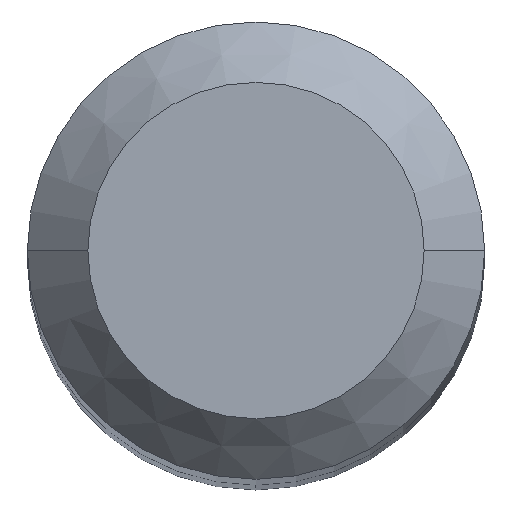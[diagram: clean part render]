
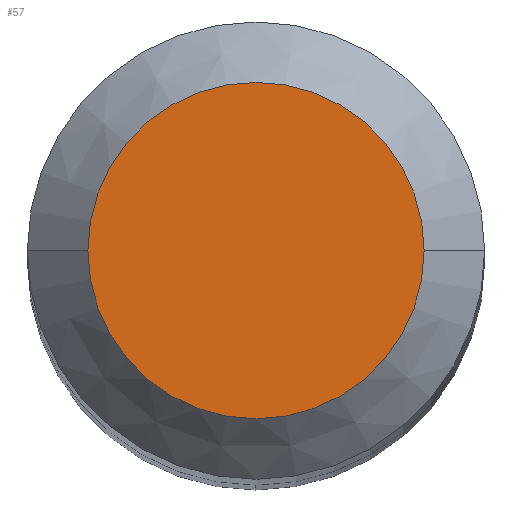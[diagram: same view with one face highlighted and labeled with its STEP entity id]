
A CAD part, top view. The second image highlights one B-rep face of the part: STEP entity #57.
In plain terms, the highlighted planar face has unit normal (0, 0, 1).
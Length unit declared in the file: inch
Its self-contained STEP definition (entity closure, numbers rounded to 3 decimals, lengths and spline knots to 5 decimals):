
#3 = DIRECTION ( 'NONE',  ( 0., 0., -1. ) ) ;
#25 = DIRECTION ( 'NONE',  ( 0., 0., 1. ) ) ;
#57 = ADVANCED_FACE ( 'NONE', ( #123 ), #303, .F. ) ;
#63 = CARTESIAN_POINT ( 'NONE',  ( 0., 0., 0. ) ) ;
#70 = DIRECTION ( 'NONE',  ( -1., 0., 0. ) ) ;
#100 = DIRECTION ( 'NONE',  ( 0., 0., 1. ) ) ;
#117 = VERTEX_POINT ( 'NONE', #290 ) ;
#123 = FACE_OUTER_BOUND ( 'NONE', #381, .T. ) ;
#125 = CARTESIAN_POINT ( 'NONE',  ( 0.08685, 0., 0. ) ) ;
#162 = AXIS2_PLACEMENT_3D ( 'NONE', #311, #3, #70 ) ;
#165 = EDGE_CURVE ( 'NONE', #117, #332, #250, .T. ) ;
#181 = DIRECTION ( 'NONE',  ( 1., 0., 0. ) ) ;
#185 = CARTESIAN_POINT ( 'NONE',  ( 0., 0., 0. ) ) ;
#199 = DIRECTION ( 'NONE',  ( 1., 0., 0. ) ) ;
#234 = AXIS2_PLACEMENT_3D ( 'NONE', #63, #100, #199 ) ;
#243 = ORIENTED_EDGE ( 'NONE', *, *, #263, .T. ) ;
#245 = CIRCLE ( 'NONE', #315, 0.08685 ) ;
#250 = CIRCLE ( 'NONE', #234, 0.08685 ) ;
#263 = EDGE_CURVE ( 'NONE', #332, #117, #245, .T. ) ;
#290 = CARTESIAN_POINT ( 'NONE',  ( -0.08685, 0., 0. ) ) ;
#298 = ORIENTED_EDGE ( 'NONE', *, *, #165, .T. ) ;
#303 = PLANE ( 'NONE',  #162 ) ;
#311 = CARTESIAN_POINT ( 'NONE',  ( 0., 0., 0. ) ) ;
#315 = AXIS2_PLACEMENT_3D ( 'NONE', #185, #25, #181 ) ;
#332 = VERTEX_POINT ( 'NONE', #125 ) ;
#381 = EDGE_LOOP ( 'NONE', ( #298, #243 ) ) ;
